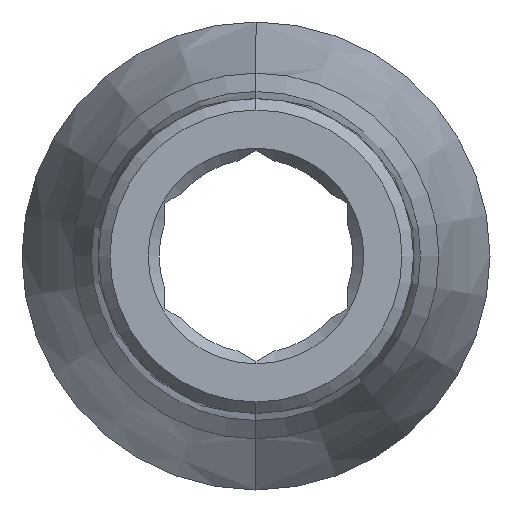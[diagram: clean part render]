
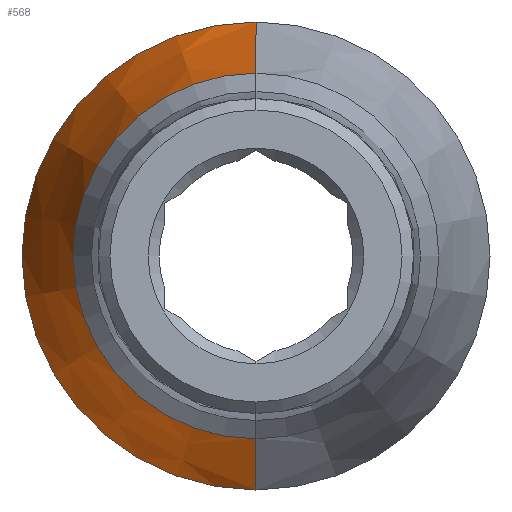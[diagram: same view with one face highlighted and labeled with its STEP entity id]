
A CAD part, left-side view. The second image highlights one B-rep face of the part: STEP entity #568.
In plain terms, the highlighted conical face has half-angle 16.688 degrees and reference radius 6.4 mm.
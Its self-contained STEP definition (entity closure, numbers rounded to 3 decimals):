
#175 = DIRECTION ( 'NONE',  ( 0., 0., -1. ) ) ;
#181 = FACE_OUTER_BOUND ( 'NONE', #861, .T. ) ;
#194 = DIRECTION ( 'NONE',  ( 1., 0., 0. ) ) ;
#212 = CARTESIAN_POINT ( 'NONE',  ( -12., 0., 0. ) ) ;
#231 = LINE ( 'NONE', #262, #318 ) ;
#238 = DIRECTION ( 'NONE',  ( 0.958, 0., -0.287 ) ) ;
#262 = CARTESIAN_POINT ( 'NONE',  ( -12., 0., -6.4 ) ) ;
#308 = CONICAL_SURFACE ( 'NONE', #328, 6.4, 0.291 ) ;
#318 = VECTOR ( 'NONE', #238, 1000. ) ;
#328 = AXIS2_PLACEMENT_3D ( 'NONE', #212, #194, #175 ) ;
#568 = ADVANCED_FACE ( 'NONE', ( #181 ), #308, .T. ) ;
#708 = EDGE_CURVE ( 'NONE', #878, #825, #231, .T. ) ;
#807 = VERTEX_POINT ( 'NONE', #1023 ) ;
#825 = VERTEX_POINT ( 'NONE', #1075 ) ;
#861 = EDGE_LOOP ( 'NONE', ( #1243, #1255, #1341, #1308 ) ) ;
#878 = VERTEX_POINT ( 'NONE', #1069 ) ;
#879 = VERTEX_POINT ( 'NONE', #1073 ) ;
#943 = EDGE_CURVE ( 'NONE', #807, #878, #1425, .T. ) ;
#947 = EDGE_CURVE ( 'NONE', #807, #879, #1133, .T. ) ;
#948 = EDGE_CURVE ( 'NONE', #879, #825, #1434, .T. ) ;
#1023 = CARTESIAN_POINT ( 'NONE',  ( -16.67, 0., 5. ) ) ;
#1069 = CARTESIAN_POINT ( 'NONE',  ( -16.67, 0., -5. ) ) ;
#1073 = CARTESIAN_POINT ( 'NONE',  ( -12., 0., 6.4 ) ) ;
#1075 = CARTESIAN_POINT ( 'NONE',  ( -12., 0., -6.4 ) ) ;
#1109 = CARTESIAN_POINT ( 'NONE',  ( -16.67, 0., 0. ) ) ;
#1110 = DIRECTION ( 'NONE',  ( 0.958, 0., 0.287 ) ) ;
#1114 = DIRECTION ( 'NONE',  ( -1., 0., 0. ) ) ;
#1119 = DIRECTION ( 'NONE',  ( -1., 0., 0. ) ) ;
#1122 = CARTESIAN_POINT ( 'NONE',  ( -12., 0., 0. ) ) ;
#1133 = LINE ( 'NONE', #1144, #1461 ) ;
#1136 = DIRECTION ( 'NONE',  ( 0., 0., 1. ) ) ;
#1139 = DIRECTION ( 'NONE',  ( 0., 0., 1. ) ) ;
#1144 = CARTESIAN_POINT ( 'NONE',  ( -12., 0., 6.4 ) ) ;
#1243 = ORIENTED_EDGE ( 'NONE', *, *, #943, .F. ) ;
#1255 = ORIENTED_EDGE ( 'NONE', *, *, #947, .T. ) ;
#1308 = ORIENTED_EDGE ( 'NONE', *, *, #708, .F. ) ;
#1341 = ORIENTED_EDGE ( 'NONE', *, *, #948, .T. ) ;
#1423 = AXIS2_PLACEMENT_3D ( 'NONE', #1122, #1114, #1139 ) ;
#1425 = CIRCLE ( 'NONE', #1436, 5. ) ;
#1434 = CIRCLE ( 'NONE', #1423, 6.4 ) ;
#1436 = AXIS2_PLACEMENT_3D ( 'NONE', #1109, #1119, #1136 ) ;
#1461 = VECTOR ( 'NONE', #1110, 1000. ) ;
